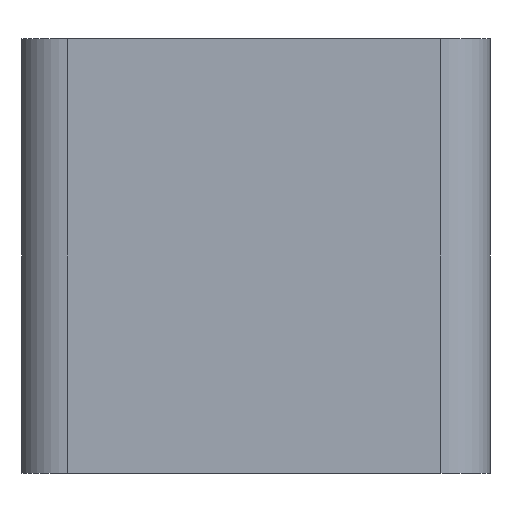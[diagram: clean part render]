
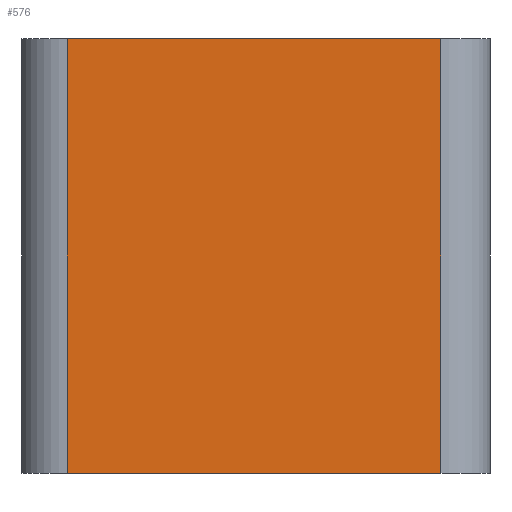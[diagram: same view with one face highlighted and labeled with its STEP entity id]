
A CAD part, front view. The second image highlights one B-rep face of the part: STEP entity #576.
In plain terms, the highlighted planar face has unit normal (0, -1, 0).
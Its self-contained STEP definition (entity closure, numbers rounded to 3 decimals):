
#60=FACE_OUTER_BOUND('',#90,.T.);
#90=EDGE_LOOP('',(#460,#461,#462,#463));
#152=LINE('',#928,#218);
#153=LINE('',#932,#219);
#154=LINE('',#934,#220);
#155=LINE('',#935,#221);
#218=VECTOR('',#754,10.);
#219=VECTOR('',#759,10.);
#220=VECTOR('',#760,10.);
#221=VECTOR('',#761,10.);
#276=VERTEX_POINT('',#925);
#277=VERTEX_POINT('',#927);
#278=VERTEX_POINT('',#931);
#279=VERTEX_POINT('',#933);
#347=EDGE_CURVE('',#277,#276,#152,.T.);
#349=EDGE_CURVE('',#278,#276,#153,.T.);
#350=EDGE_CURVE('',#279,#278,#154,.T.);
#351=EDGE_CURVE('',#277,#279,#155,.T.);
#460=ORIENTED_EDGE('',*,*,#349,.F.);
#461=ORIENTED_EDGE('',*,*,#350,.F.);
#462=ORIENTED_EDGE('',*,*,#351,.F.);
#463=ORIENTED_EDGE('',*,*,#347,.T.);
#550=PLANE('',#630);
#576=ADVANCED_FACE('',(#60),#550,.T.);
#630=AXIS2_PLACEMENT_3D('',#930,#757,#758);
#754=DIRECTION('',(0.,0.,-1.));
#757=DIRECTION('center_axis',(0.,-1.,0.));
#758=DIRECTION('ref_axis',(-1.,0.,0.));
#759=DIRECTION('',(-1.,0.,0.));
#760=DIRECTION('',(0.,0.,-1.));
#761=DIRECTION('',(1.,0.,0.));
#925=CARTESIAN_POINT('',(-4.,-6.05,-9.3));
#927=CARTESIAN_POINT('',(-4.,-6.05,0.));
#928=CARTESIAN_POINT('',(-4.,-6.05,0.));
#930=CARTESIAN_POINT('Origin',(4.,-6.05,0.));
#931=CARTESIAN_POINT('',(4.,-6.05,-9.3));
#932=CARTESIAN_POINT('',(2.019,-6.05,-9.3));
#933=CARTESIAN_POINT('',(4.,-6.05,0.));
#934=CARTESIAN_POINT('',(4.,-6.05,0.));
#935=CARTESIAN_POINT('',(-4.,-6.05,0.));
